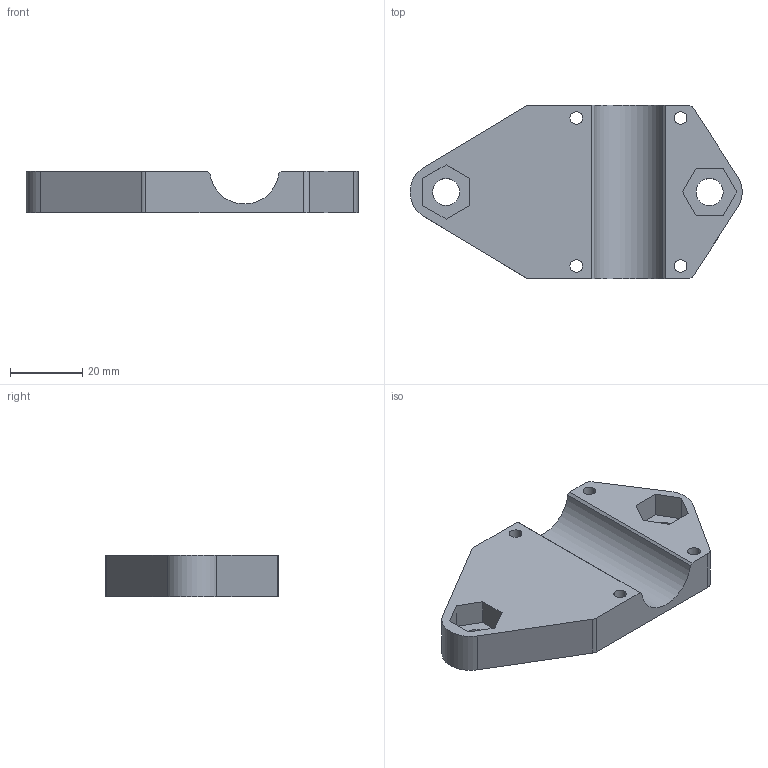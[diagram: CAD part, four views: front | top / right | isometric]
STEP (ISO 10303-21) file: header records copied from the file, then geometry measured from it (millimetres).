
FILE_DESCRIPTION(('CATIA V5 STEP Exchange'),'2;1');
FILE_NAME('HYPERCUBE-EVO-0012_NGEN.stp','2018-08-25T14:14:45+00:00',('none'),('none'),'CATIA Version 5 Release 21 GA (IN-10)','CATIA V5 STEP AP203','none');
FILE_SCHEMA(('CONFIG_CONTROL_DESIGN'));
Length unit declared in the file: millimetre
Products named in the file (1): HYPERCUBE-EVO-0012_NGEN
Bounding box: 91.97 x 48 x 11.5 mm (x, y, z)
Volume: 30368.9 mm3; surface area: 10918.5 mm2
Topology: 1 solids, 1 shells, 56 faces, 144 edges, 96 vertices
Faces by surface type: plane 29, cylinder 27
Entity records: 1659 total; most frequent: ORIENTED_EDGE 288, CARTESIAN_POINT 282, DIRECTION 226, EDGE_CURVE 144, AXIS2_PLACEMENT_3D 96, VERTEX_POINT 96, VECTOR 90, LINE 90
